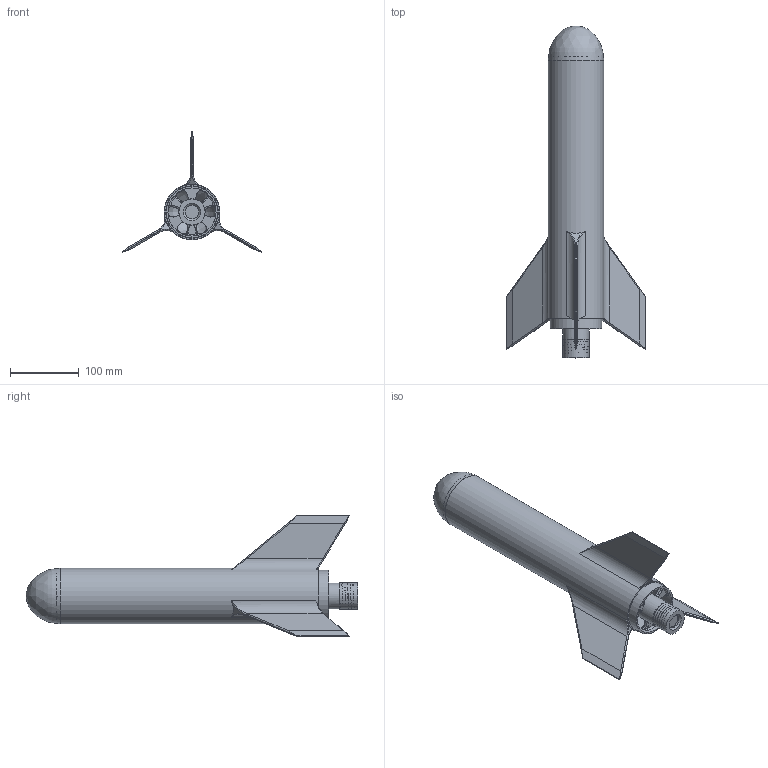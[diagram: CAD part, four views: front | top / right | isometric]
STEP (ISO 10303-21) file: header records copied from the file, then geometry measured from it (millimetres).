
FILE_DESCRIPTION(/* description */ (''),/* implementation_level */ '2;1');
FILE_NAME(/* name */ 'Assembly v3.step',/* time_stamp */ '2023-09-28T22:53:42-04:00',/* author */ (''),/* organization */ (''),/* preprocessor_version */ 'ST-DEVELOPER v20',/* originating_system */ 'Autodesk Translation Framework v12.14.0.127',/* authorisation */ '');
FILE_SCHEMA (('AUTOMOTIVE_DESIGN { 1 0 10303 214 3 1 1 }'));
Length unit declared in the file: millimetre
Products named in the file (10): Assembly; NoseCone; Fin; LatchMech; Estes_F15-4_Motor; LatchMech_1; Retainer; BigCardboardTube; Fin_1; Fin_2
Assembly tree (9 placements, depth 3):
  Assembly
    NoseCone
    Fin
    LatchMech
      Estes_F15-4_Motor
      LatchMech_1
      Retainer
    BigCardboardTube
    Fin_1
    Fin_2
Bounding box: 202.51 x 482.73 x 175.52 mm (x, y, z)
Volume: 531181 mm3; surface area: 375373.9 mm2
Topology: 8 solids, 8 shells, 324 faces, 827 edges, 488 vertices
Faces by surface type: cylinder 115, plane 72, torus 68, bspline 63, cone 6
Full cylindrical faces by diameter (mm): 20 x2, 25 x1, 29 x2, 31.132 x1, 31.97 x5, 35.703 x2, 36.438 x5, 38 x2, 70 x1, 71.2 x1, 73.2 x1, 75.2 x1, 76.2 x1, 80.2 x1
Entity records: 16318 total; most frequent: CARTESIAN_POINT 8661, ORIENTED_EDGE 1590, DIRECTION 1500, EDGE_CURVE 795, AXIS2_PLACEMENT_3D 621, VERTEX_POINT 488, EDGE_LOOP 349, FACE_OUTER_BOUND 324
